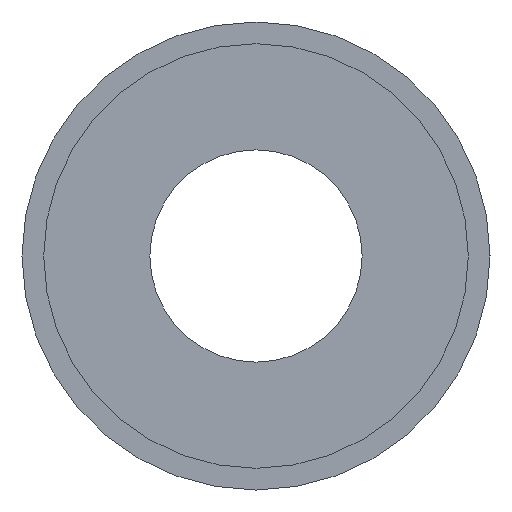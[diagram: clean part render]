
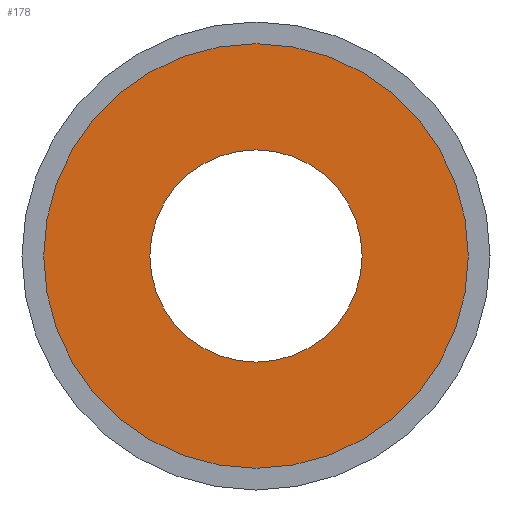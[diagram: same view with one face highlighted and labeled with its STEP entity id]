
A CAD part, left-side view. The second image highlights one B-rep face of the part: STEP entity #178.
In plain terms, the highlighted planar face has unit normal (-1, 0, 0).
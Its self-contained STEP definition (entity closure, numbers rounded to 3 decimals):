
#3 = ORIENTED_EDGE ( 'NONE', *, *, #206, .F. ) ;
#7 = CARTESIAN_POINT ( 'NONE',  ( -352.5, 0., -1.587 ) ) ;
#10 = CARTESIAN_POINT ( 'NONE',  ( -352.5, 0., 3.175 ) ) ;
#17 = DIRECTION ( 'NONE',  ( 1., 0., 0. ) ) ;
#33 = VERTEX_POINT ( 'NONE', #10 ) ;
#35 = EDGE_LOOP ( 'NONE', ( #3, #40 ) ) ;
#37 = DIRECTION ( 'NONE',  ( 0., 0., -1. ) ) ;
#39 = AXIS2_PLACEMENT_3D ( 'NONE', #368, #17, #144 ) ;
#40 = ORIENTED_EDGE ( 'NONE', *, *, #171, .F. ) ;
#44 = AXIS2_PLACEMENT_3D ( 'NONE', #186, #231, #447 ) ;
#51 = ORIENTED_EDGE ( 'NONE', *, *, #448, .T. ) ;
#63 = VERTEX_POINT ( 'NONE', #308 ) ;
#106 = EDGE_CURVE ( 'NONE', #237, #145, #438, .T. ) ;
#144 = DIRECTION ( 'NONE',  ( 0., 0., -1. ) ) ;
#145 = VERTEX_POINT ( 'NONE', #445 ) ;
#171 = EDGE_CURVE ( 'NONE', #63, #33, #225, .T. ) ;
#178 = ADVANCED_FACE ( 'NONE', ( #380, #332 ), #406, .F. ) ;
#186 = CARTESIAN_POINT ( 'NONE',  ( -352.5, 0., 0. ) ) ;
#206 = EDGE_CURVE ( 'NONE', #33, #63, #212, .T. ) ;
#212 = CIRCLE ( 'NONE', #246, 3.175 ) ;
#225 = CIRCLE ( 'NONE', #367, 3.175 ) ;
#231 = DIRECTION ( 'NONE',  ( 1., 0., 0. ) ) ;
#235 = CARTESIAN_POINT ( 'NONE',  ( -352.5, 0., 0. ) ) ;
#236 = CARTESIAN_POINT ( 'NONE',  ( -352.5, 0., 0. ) ) ;
#237 = VERTEX_POINT ( 'NONE', #7 ) ;
#246 = AXIS2_PLACEMENT_3D ( 'NONE', #236, #341, #417 ) ;
#264 = CIRCLE ( 'NONE', #39, 1.587 ) ;
#267 = ORIENTED_EDGE ( 'NONE', *, *, #106, .T. ) ;
#299 = CARTESIAN_POINT ( 'NONE',  ( -352.5, 0., 0. ) ) ;
#307 = DIRECTION ( 'NONE',  ( 1., 0., 0. ) ) ;
#308 = CARTESIAN_POINT ( 'NONE',  ( -352.5, 0., -3.175 ) ) ;
#312 = DIRECTION ( 'NONE',  ( 0., 0., -1. ) ) ;
#316 = DIRECTION ( 'NONE',  ( 1., 0., 0. ) ) ;
#332 = FACE_BOUND ( 'NONE', #379, .T. ) ;
#341 = DIRECTION ( 'NONE',  ( 1., 0., 0. ) ) ;
#367 = AXIS2_PLACEMENT_3D ( 'NONE', #235, #307, #312 ) ;
#368 = CARTESIAN_POINT ( 'NONE',  ( -352.5, 0., 0. ) ) ;
#379 = EDGE_LOOP ( 'NONE', ( #51, #267 ) ) ;
#380 = FACE_OUTER_BOUND ( 'NONE', #35, .T. ) ;
#400 = AXIS2_PLACEMENT_3D ( 'NONE', #299, #316, #37 ) ;
#406 = PLANE ( 'NONE',  #400 ) ;
#417 = DIRECTION ( 'NONE',  ( 0., 0., -1. ) ) ;
#438 = CIRCLE ( 'NONE', #44, 1.587 ) ;
#445 = CARTESIAN_POINT ( 'NONE',  ( -352.5, 0., 1.587 ) ) ;
#447 = DIRECTION ( 'NONE',  ( 0., 0., -1. ) ) ;
#448 = EDGE_CURVE ( 'NONE', #145, #237, #264, .T. ) ;
